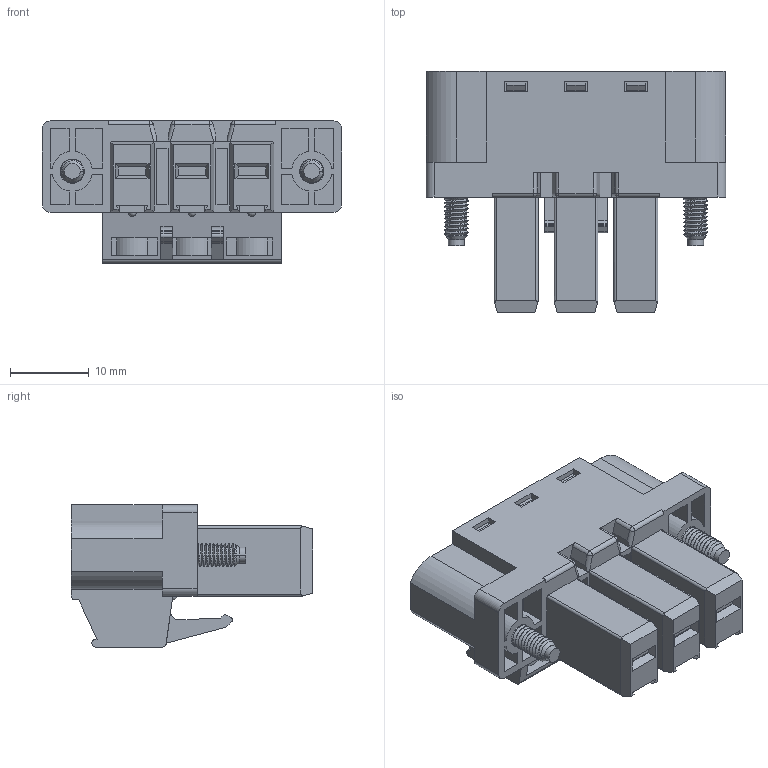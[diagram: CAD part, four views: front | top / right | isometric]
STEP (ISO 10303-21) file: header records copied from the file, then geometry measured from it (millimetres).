
FILE_DESCRIPTION( ('This file contains a STEP AP42 implementation' ,'as created by ZW3D STEP Interface translator.') ,'2;1' );
FILE_NAME( 'WJ3EDGKM-7.62-03P-00A.stp' ,'23 418.13 839', (''), ('ZWCAD Software Co.'), 'Version 1.0', 'ZW3D to STEP translator', '' );
FILE_SCHEMA(('AUTOMOTIVE_DESIGN { 1 0 10303 214 1 1 1 1 }'));
Length unit declared in the file: millimetre
Products named in the file (2): 0; WJ3EDGKM-762-03P
Bounding box: 38.1 x 30.7 x 18.1 mm (x, y, z)
Volume: 8206.6 mm3; surface area: 8044.7 mm2
Topology: 1 solids, 10 shells, 987 faces, 2556 edges, 1622 vertices
Faces by surface type: plane 684, cylinder 214, cone 34, bspline 25, torus 20, sphere 10
Entity records: 36157 total; most frequent: CARTESIAN_POINT 11258, ORIENTED_EDGE 5100, DIRECTION 4647, EDGE_CURVE 2550, VECTOR 1971, LINE 1971, VERTEX_POINT 1622, AXIS2_PLACEMENT_3D 1338
